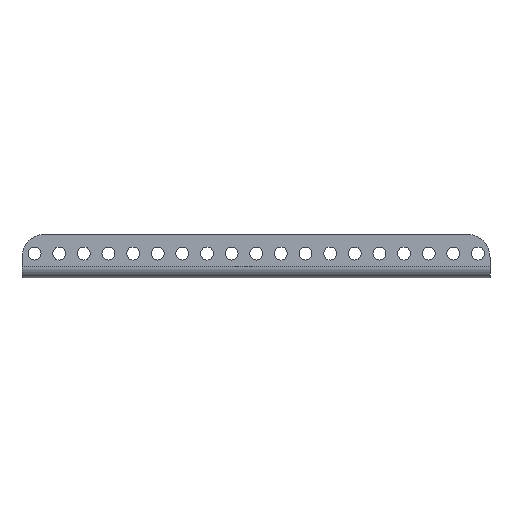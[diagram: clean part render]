
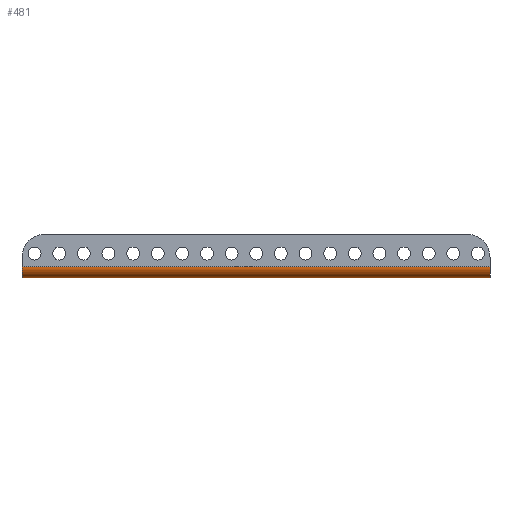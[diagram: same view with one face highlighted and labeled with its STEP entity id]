
A CAD part, left-side view. The second image highlights one B-rep face of the part: STEP entity #481.
In plain terms, the highlighted cylindrical face has radius 3.67 mm (diameter 7.34 mm), a partial arc.
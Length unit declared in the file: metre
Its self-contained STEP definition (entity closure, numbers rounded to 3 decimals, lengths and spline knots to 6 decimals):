
#481 = ADVANCED_FACE( '', ( #1521 ), #1522, .T. );
#1521 = FACE_OUTER_BOUND( '', #3244, .T. );
#1522 = CYLINDRICAL_SURFACE( '', #3245, 0.00367 );
#3244 = EDGE_LOOP( '', ( #5153, #5154, #5155, #5156 ) );
#3245 = AXIS2_PLACEMENT_3D( '', #5157, #5158, #5159 );
#5153 = ORIENTED_EDGE( '', *, *, #7210, .F. );
#5154 = ORIENTED_EDGE( '', *, *, #7211, .F. );
#5155 = ORIENTED_EDGE( '', *, *, #6751, .F. );
#5156 = ORIENTED_EDGE( '', *, *, #7212, .F. );
#5157 = CARTESIAN_POINT( '', ( -0.086047, 0.041933, 0.00367 ) );
#5158 = DIRECTION( '', ( 0., 1., 0. ) );
#5159 = DIRECTION( '', ( 0., 0., -1. ) );
#6751 = EDGE_CURVE( '', #7648, #7650, #7651, .F. );
#7210 = EDGE_CURVE( '', #8480, #8481, #8482, .T. );
#7211 = EDGE_CURVE( '', #7650, #8480, #8483, .F. );
#7212 = EDGE_CURVE( '', #8481, #7648, #8484, .T. );
#7648 = VERTEX_POINT( '', #9131 );
#7650 = VERTEX_POINT( '', #9134 );
#7651 = CIRCLE( '', #9135, 0.00367 );
#8480 = VERTEX_POINT( '', #9983 );
#8481 = VERTEX_POINT( '', #9984 );
#8482 = CIRCLE( '', #9985, 0.00367 );
#8483 = LINE( '', #9986, #9987 );
#8484 = LINE( '', #9988, #9989 );
#9131 = CARTESIAN_POINT( '', ( -0.089717, -0.034067, 0.00367 ) );
#9134 = CARTESIAN_POINT( '', ( -0.086047, -0.034067, 0. ) );
#9135 = AXIS2_PLACEMENT_3D( '', #10645, #10646, #10647 );
#9983 = CARTESIAN_POINT( '', ( -0.086047, 0.117933, 0. ) );
#9984 = CARTESIAN_POINT( '', ( -0.089717, 0.117933, 0.00367 ) );
#9985 = AXIS2_PLACEMENT_3D( '', #11741, #11742, #11743 );
#9986 = CARTESIAN_POINT( '', ( -0.086047, 0.041933, 0. ) );
#9987 = VECTOR( '', #11744, 1. );
#9988 = CARTESIAN_POINT( '', ( -0.089717, 0.041933, 0.00367 ) );
#9989 = VECTOR( '', #11745, 1. );
#10645 = CARTESIAN_POINT( '', ( -0.086047, -0.034067, 0.00367 ) );
#10646 = DIRECTION( '', ( 0., 1., 0. ) );
#10647 = DIRECTION( '', ( 0., 0., 1. ) );
#11741 = CARTESIAN_POINT( '', ( -0.086047, 0.117933, 0.00367 ) );
#11742 = DIRECTION( '', ( 0., 1., 0. ) );
#11743 = DIRECTION( '', ( 0., 0., 1. ) );
#11744 = DIRECTION( '', ( 0., -1., 0. ) );
#11745 = DIRECTION( '', ( 0., -1., 0. ) );
